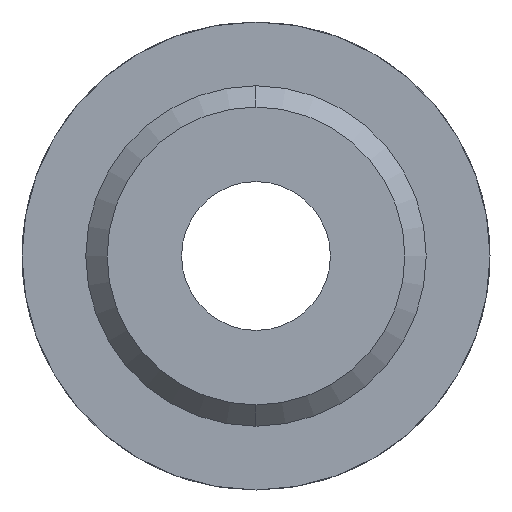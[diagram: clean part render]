
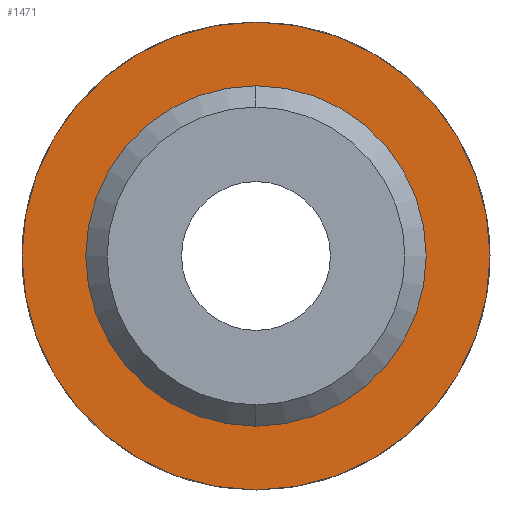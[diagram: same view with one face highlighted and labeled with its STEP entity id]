
A CAD part, left-side view. The second image highlights one B-rep face of the part: STEP entity #1471.
In plain terms, the highlighted planar face has unit normal (-1, 0, 0).
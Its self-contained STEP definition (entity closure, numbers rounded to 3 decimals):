
#1471=ADVANCED_FACE('',(#1679,#1680),#1650,.F.);
#1650=PLANE('',#4193);
#1679=FACE_BOUND('',#1876,.T.);
#1680=FACE_BOUND('',#1877,.T.);
#1876=EDGE_LOOP('',(#2929,#2930));
#1877=EDGE_LOOP('',(#2931,#2932));
#2929=ORIENTED_EDGE('',*,*,#3445,.F.);
#2930=ORIENTED_EDGE('',*,*,#3460,.F.);
#2931=ORIENTED_EDGE('',*,*,#3892,.T.);
#2932=ORIENTED_EDGE('',*,*,#3893,.T.);
#3054=VERTEX_POINT('',#5417);
#3055=VERTEX_POINT('',#5419);
#3350=VERTEX_POINT('',#6318);
#3351=VERTEX_POINT('',#6319);
#3445=EDGE_CURVE('',#3054,#3055,#3945,.T.);
#3460=EDGE_CURVE('',#3055,#3054,#3951,.T.);
#3892=EDGE_CURVE('',#3350,#3351,#3953,.T.);
#3893=EDGE_CURVE('',#3351,#3350,#3954,.T.);
#3945=CIRCLE('',#4026,11.);
#3951=CIRCLE('',#4035,11.);
#3953=CIRCLE('',#4191,8.);
#3954=CIRCLE('',#4192,8.);
#4026=AXIS2_PLACEMENT_3D('',#5418,#4386,#4387);
#4035=AXIS2_PLACEMENT_3D('',#5445,#4413,#4414);
#4191=AXIS2_PLACEMENT_3D('',#6317,#5155,#5156);
#4192=AXIS2_PLACEMENT_3D('',#6320,#5157,#5158);
#4193=AXIS2_PLACEMENT_3D('',#6321,#5159,#5160);
#4386=DIRECTION('',(1.,0.,0.));
#4387=DIRECTION('',(0.,0.,1.));
#4413=DIRECTION('',(1.,0.,0.));
#4414=DIRECTION('',(0.,0.,-1.));
#5155=DIRECTION('',(1.,0.,0.));
#5156=DIRECTION('',(0.,0.,1.));
#5157=DIRECTION('',(1.,0.,0.));
#5158=DIRECTION('',(0.,0.,-1.));
#5159=DIRECTION('',(1.,0.,0.));
#5160=DIRECTION('',(0.,0.,1.));
#5417=CARTESIAN_POINT('',(8.,0.,11.));
#5418=CARTESIAN_POINT('',(8.,0.,0.));
#5419=CARTESIAN_POINT('',(8.,0.,-11.));
#5445=CARTESIAN_POINT('',(8.,0.,0.));
#6317=CARTESIAN_POINT('',(8.,0.,0.));
#6318=CARTESIAN_POINT('',(8.,0.,8.));
#6319=CARTESIAN_POINT('',(8.,0.,-8.));
#6320=CARTESIAN_POINT('',(8.,0.,0.));
#6321=CARTESIAN_POINT('',(8.,0.,0.));
